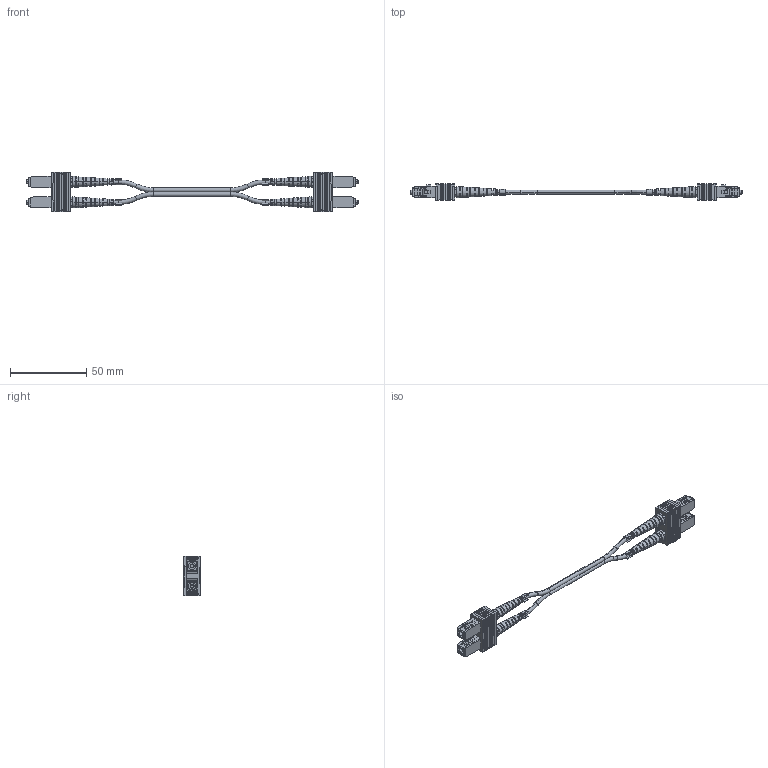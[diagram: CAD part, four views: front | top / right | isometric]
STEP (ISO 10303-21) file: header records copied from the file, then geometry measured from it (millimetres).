
FILE_DESCRIPTION (( 'STEP AP214' ), '1' );
FILE_NAME ('FODSC-YL-COLOR.STEP', '2008-02-11T12:45:04', ( ' ' ), ( ' ' ), 'SwSTEP 2.0', 'SolidWorks 2007', '' );
FILE_SCHEMA (( 'AUTOMOTIVE_DESIGN' ));
Length unit declared in the file: inch
Products named in the file (12): FODSC-YL-COLOR; 3AB04-005; 1AL06-087_FODSCMIL-01; 3AB04-005 MA1; 3AB04-005 MA2; 3AB04-005 MA3; 3AB04-005 MA4; LBL-C3P-A; 3AA08-005; LBL-C3P-B; 3AA08-005 TOP; 3AA08-005 BOTTOM
Assembly tree (17 placements, depth 3):
  FODSC-YL-COLOR
    LBL-C3P-A  x2
    3AA08-005  x2
      3AA08-005 TOP
      3AA08-005 BOTTOM
    3AB04-005  x4
      3AB04-005 MA3
      3AB04-005 MA4
      3AB04-005 MA1
      3AB04-005 MA2
    LBL-C3P-B  x2
    1AL06-087_FODSCMIL-01
Bounding box: 217.78 x 10.67 x 25.77 mm (x, y, z)
Volume: 10566.9 mm3; surface area: 23765.2 mm2
Topology: 25 solids, 25 shells, 2059 faces, 5843 edges, 3850 vertices
Faces by surface type: plane 1850, cylinder 117, bspline 36, cone 32, torus 24
Entity records: 29224 total; most frequent: CARTESIAN_POINT 5741, ORIENTED_EDGE 4036, DIRECTION 3597, EDGE_CURVE 2018, VECTOR 1623, LINE 1623, VERTEX_POINT 1326, AXIS2_PLACEMENT_3D 987
